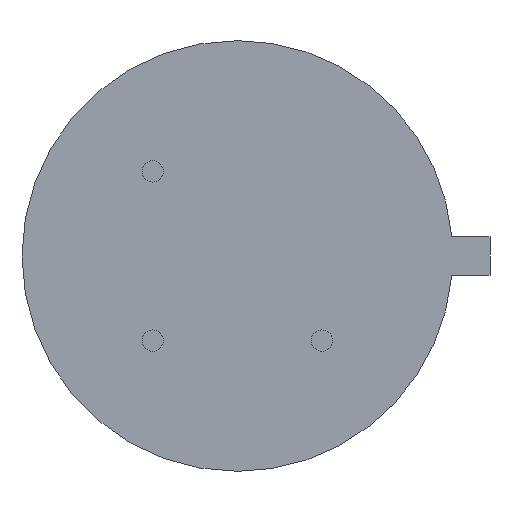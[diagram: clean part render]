
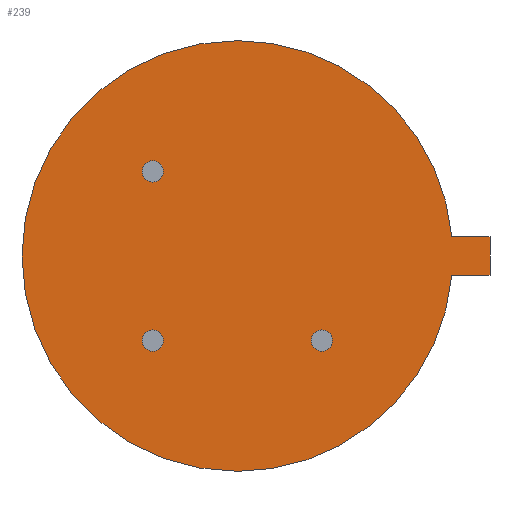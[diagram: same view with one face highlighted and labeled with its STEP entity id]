
A CAD part, front view. The second image highlights one B-rep face of the part: STEP entity #239.
In plain terms, the highlighted planar face has unit normal (0, -1, 0).
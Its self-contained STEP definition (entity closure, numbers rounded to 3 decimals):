
#1 = DIRECTION ( 'NONE',  ( 0., 0., -1. ) ) ;
#9 = FACE_BOUND ( 'NONE', #419, .T. ) ;
#15 = EDGE_CURVE ( 'NONE', #823, #1178, #231, .T. ) ;
#46 = VERTEX_POINT ( 'NONE', #357 ) ;
#78 = FACE_BOUND ( 'NONE', #161, .T. ) ;
#79 = CARTESIAN_POINT ( 'NONE',  ( 5.364, 0., -0.405 ) ) ;
#113 = CARTESIAN_POINT ( 'NONE',  ( 0., 0., 0. ) ) ;
#119 = EDGE_CURVE ( 'NONE', #1426, #1021, #965, .T. ) ;
#127 = DIRECTION ( 'NONE',  ( 0., 0., 1. ) ) ;
#134 = DIRECTION ( 'NONE',  ( 0., 1., 0. ) ) ;
#146 = EDGE_CURVE ( 'NONE', #243, #823, #681, .T. ) ;
#147 = DIRECTION ( 'NONE',  ( 0., 0., 1. ) ) ;
#161 = EDGE_LOOP ( 'NONE', ( #643, #1328 ) ) ;
#162 = DIRECTION ( 'NONE',  ( 0., 0., 1. ) ) ;
#178 = CARTESIAN_POINT ( 'NONE',  ( 4.572, 0., 0. ) ) ;
#186 = AXIS2_PLACEMENT_3D ( 'NONE', #260, #915, #147 ) ;
#188 = VECTOR ( 'NONE', #443, 1000. ) ;
#191 = CARTESIAN_POINT ( 'NONE',  ( -1.796, 0., -1.571 ) ) ;
#197 = CARTESIAN_POINT ( 'NONE',  ( 5.364, 0., 0.405 ) ) ;
#200 = ORIENTED_EDGE ( 'NONE', *, *, #1105, .F. ) ;
#210 = VERTEX_POINT ( 'NONE', #479 ) ;
#223 = DIRECTION ( 'NONE',  ( 0., 0., -1. ) ) ;
#231 = CIRCLE ( 'NONE', #872, 4.572 ) ;
#238 = AXIS2_PLACEMENT_3D ( 'NONE', #789, #797, #566 ) ;
#239 = ADVANCED_FACE ( 'NONE', ( #610, #78, #311, #9 ), #410, .F. ) ;
#243 = VERTEX_POINT ( 'NONE', #336 ) ;
#260 = CARTESIAN_POINT ( 'NONE',  ( -1.796, 0., 1.796 ) ) ;
#266 = VECTOR ( 'NONE', #1313, 1000. ) ;
#282 = EDGE_CURVE ( 'NONE', #210, #354, #1376, .T. ) ;
#287 = CARTESIAN_POINT ( 'NONE',  ( 1.796, 0., -1.796 ) ) ;
#288 = EDGE_CURVE ( 'NONE', #46, #387, #492, .T. ) ;
#295 = LINE ( 'NONE', #197, #266 ) ;
#310 = AXIS2_PLACEMENT_3D ( 'NONE', #749, #746, #742 ) ;
#311 = FACE_BOUND ( 'NONE', #995, .T. ) ;
#313 = ORIENTED_EDGE ( 'NONE', *, *, #430, .F. ) ;
#335 = ORIENTED_EDGE ( 'NONE', *, *, #510, .T. ) ;
#336 = CARTESIAN_POINT ( 'NONE',  ( 0., 0., 4.572 ) ) ;
#352 = CARTESIAN_POINT ( 'NONE',  ( 0., 0., -4.572 ) ) ;
#354 = VERTEX_POINT ( 'NONE', #1400 ) ;
#357 = CARTESIAN_POINT ( 'NONE',  ( 5.364, 0., -0.405 ) ) ;
#364 = CARTESIAN_POINT ( 'NONE',  ( -1.796, 0., -1.796 ) ) ;
#367 = VERTEX_POINT ( 'NONE', #513 ) ;
#380 = CARTESIAN_POINT ( 'NONE',  ( -1.796, 0., 1.571 ) ) ;
#387 = VERTEX_POINT ( 'NONE', #628 ) ;
#388 = ORIENTED_EDGE ( 'NONE', *, *, #282, .F. ) ;
#402 = CIRCLE ( 'NONE', #757, 0.225 ) ;
#406 = CIRCLE ( 'NONE', #1364, 0.225 ) ;
#410 = PLANE ( 'NONE',  #836 ) ;
#418 = CARTESIAN_POINT ( 'NONE',  ( -1.796, 0., 1.796 ) ) ;
#419 = EDGE_LOOP ( 'NONE', ( #472, #313 ) ) ;
#430 = EDGE_CURVE ( 'NONE', #878, #367, #601, .T. ) ;
#443 = DIRECTION ( 'NONE',  ( 0., 0., 1. ) ) ;
#455 = CARTESIAN_POINT ( 'NONE',  ( 1.796, 0., -1.796 ) ) ;
#472 = ORIENTED_EDGE ( 'NONE', *, *, #929, .F. ) ;
#479 = CARTESIAN_POINT ( 'NONE',  ( 1.796, 0., -2.021 ) ) ;
#492 = LINE ( 'NONE', #79, #188 ) ;
#510 = EDGE_CURVE ( 'NONE', #387, #1308, #295, .T. ) ;
#513 = CARTESIAN_POINT ( 'NONE',  ( -1.796, 0., 2.021 ) ) ;
#528 = CIRCLE ( 'NONE', #653, 0.225 ) ;
#539 = DIRECTION ( 'NONE',  ( 0., -1., 0. ) ) ;
#552 = DIRECTION ( 'NONE',  ( 0., 0., 1. ) ) ;
#566 = DIRECTION ( 'NONE',  ( 0., 0., -1. ) ) ;
#571 = CARTESIAN_POINT ( 'NONE',  ( 5.364, 0., -0.405 ) ) ;
#586 = EDGE_CURVE ( 'NONE', #1308, #243, #1307, .T. ) ;
#601 = CIRCLE ( 'NONE', #186, 0.225 ) ;
#610 = FACE_OUTER_BOUND ( 'NONE', #916, .T. ) ;
#628 = CARTESIAN_POINT ( 'NONE',  ( 5.364, 0., 0.405 ) ) ;
#643 = ORIENTED_EDGE ( 'NONE', *, *, #810, .F. ) ;
#653 = AXIS2_PLACEMENT_3D ( 'NONE', #287, #1294, #1059 ) ;
#672 = CARTESIAN_POINT ( 'NONE',  ( 0., 0., 0. ) ) ;
#681 = CIRCLE ( 'NONE', #238, 4.572 ) ;
#690 = LINE ( 'NONE', #571, #1245 ) ;
#730 = ORIENTED_EDGE ( 'NONE', *, *, #586, .T. ) ;
#742 = DIRECTION ( 'NONE',  ( 0., 0., 1. ) ) ;
#745 = EDGE_CURVE ( 'NONE', #1178, #46, #690, .T. ) ;
#746 = DIRECTION ( 'NONE',  ( 0., -1., 0. ) ) ;
#749 = CARTESIAN_POINT ( 'NONE',  ( -1.796, 0., -1.796 ) ) ;
#757 = AXIS2_PLACEMENT_3D ( 'NONE', #364, #1036, #162 ) ;
#764 = AXIS2_PLACEMENT_3D ( 'NONE', #455, #1222, #1104 ) ;
#789 = CARTESIAN_POINT ( 'NONE',  ( 0., 0., 0. ) ) ;
#792 = ORIENTED_EDGE ( 'NONE', *, *, #288, .T. ) ;
#797 = DIRECTION ( 'NONE',  ( 0., -1., 0. ) ) ;
#810 = EDGE_CURVE ( 'NONE', #1021, #1426, #402, .T. ) ;
#823 = VERTEX_POINT ( 'NONE', #352 ) ;
#836 = AXIS2_PLACEMENT_3D ( 'NONE', #178, #134, #127 ) ;
#872 = AXIS2_PLACEMENT_3D ( 'NONE', #672, #539, #1 ) ;
#878 = VERTEX_POINT ( 'NONE', #380 ) ;
#915 = DIRECTION ( 'NONE',  ( 0., -1., 0. ) ) ;
#916 = EDGE_LOOP ( 'NONE', ( #730, #1164, #1207, #1085, #792, #335 ) ) ;
#928 = CARTESIAN_POINT ( 'NONE',  ( -1.796, 0., -2.021 ) ) ;
#929 = EDGE_CURVE ( 'NONE', #367, #878, #406, .T. ) ;
#965 = CIRCLE ( 'NONE', #310, 0.225 ) ;
#979 = CARTESIAN_POINT ( 'NONE',  ( 4.554, 0., -0.405 ) ) ;
#992 = AXIS2_PLACEMENT_3D ( 'NONE', #113, #1004, #223 ) ;
#995 = EDGE_LOOP ( 'NONE', ( #200, #388 ) ) ;
#1004 = DIRECTION ( 'NONE',  ( 0., -1., 0. ) ) ;
#1021 = VERTEX_POINT ( 'NONE', #191 ) ;
#1036 = DIRECTION ( 'NONE',  ( 0., -1., 0. ) ) ;
#1059 = DIRECTION ( 'NONE',  ( 0., 0., 1. ) ) ;
#1085 = ORIENTED_EDGE ( 'NONE', *, *, #745, .T. ) ;
#1104 = DIRECTION ( 'NONE',  ( 0., 0., 1. ) ) ;
#1105 = EDGE_CURVE ( 'NONE', #354, #210, #528, .T. ) ;
#1164 = ORIENTED_EDGE ( 'NONE', *, *, #146, .T. ) ;
#1178 = VERTEX_POINT ( 'NONE', #979 ) ;
#1207 = ORIENTED_EDGE ( 'NONE', *, *, #15, .T. ) ;
#1222 = DIRECTION ( 'NONE',  ( 0., -1., 0. ) ) ;
#1245 = VECTOR ( 'NONE', #1351, 1000. ) ;
#1280 = CARTESIAN_POINT ( 'NONE',  ( 4.554, 0., 0.405 ) ) ;
#1294 = DIRECTION ( 'NONE',  ( 0., -1., 0. ) ) ;
#1307 = CIRCLE ( 'NONE', #992, 4.572 ) ;
#1308 = VERTEX_POINT ( 'NONE', #1280 ) ;
#1313 = DIRECTION ( 'NONE',  ( -1., 0., 0. ) ) ;
#1328 = ORIENTED_EDGE ( 'NONE', *, *, #119, .F. ) ;
#1333 = DIRECTION ( 'NONE',  ( 0., -1., 0. ) ) ;
#1351 = DIRECTION ( 'NONE',  ( 1., 0., 0. ) ) ;
#1364 = AXIS2_PLACEMENT_3D ( 'NONE', #418, #1333, #552 ) ;
#1376 = CIRCLE ( 'NONE', #764, 0.225 ) ;
#1400 = CARTESIAN_POINT ( 'NONE',  ( 1.796, 0., -1.571 ) ) ;
#1426 = VERTEX_POINT ( 'NONE', #928 ) ;
